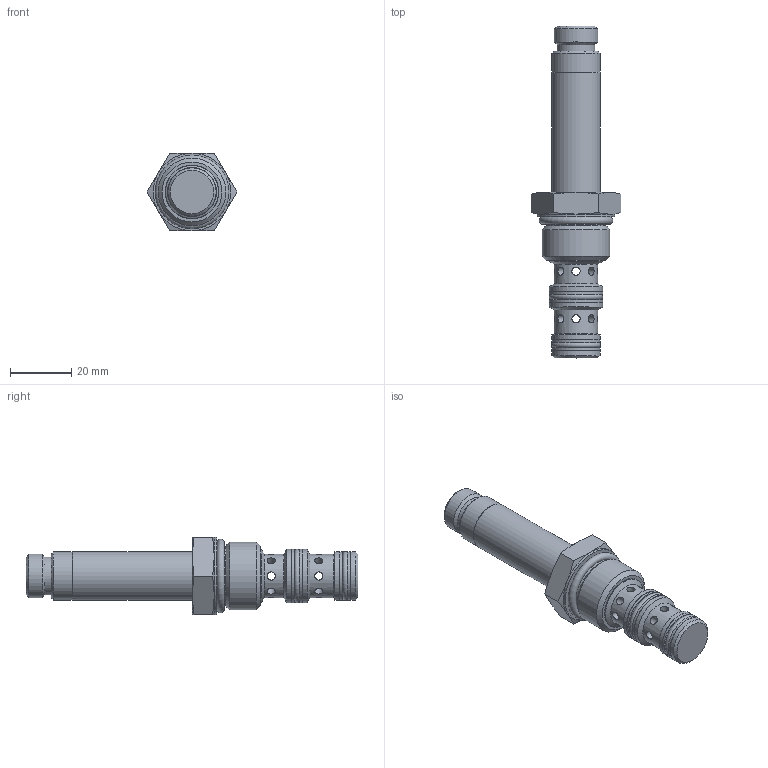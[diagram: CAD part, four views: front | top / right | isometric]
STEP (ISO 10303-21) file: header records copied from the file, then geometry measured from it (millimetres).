
FILE_DESCRIPTION((''),'2;1');
FILE_NAME('dsv2-100-3d-n_10147-33_RF.stp','2012-05-25T14:16:19',('mmartin'),(''),'Autodesk Inventor 2010','Autodesk Inventor 2010','');
FILE_SCHEMA(('AUTOMOTIVE_DESIGN { 1 0 10303 214 1 1 1 1 }'));
Length unit declared in the file: inch
Products named in the file (1): 10147-33_Shrinkwrap
Bounding box: 29.33 x 108.65 x 25.4 mm (x, y, z)
Volume: 25606.3 mm3; surface area: 9385.6 mm2
Topology: 5 solids, 5 shells, 102 faces, 245 edges, 144 vertices
Faces by surface type: cylinder 43, plane 29, cone 27, torus 3
Full cylindrical faces by diameter (mm): 2.692 x16, 12.395 x1, 13.056 x2, 14.275 x2, 14.288 x1, 14.63 x2, 15.723 x1, 15.799 x2, 15.85 x1, 17.374 x3, 19.622 x2, 22.225 x1, 25.4 x1
Entity records: 3111 total; most frequent: CARTESIAN_POINT 963, DIRECTION 432, ORIENTED_EDGE 328, AXIS2_PLACEMENT_3D 205, EDGE_LOOP 176, EDGE_CURVE 164, VERTEX_POINT 118, STYLED_ITEM 107
